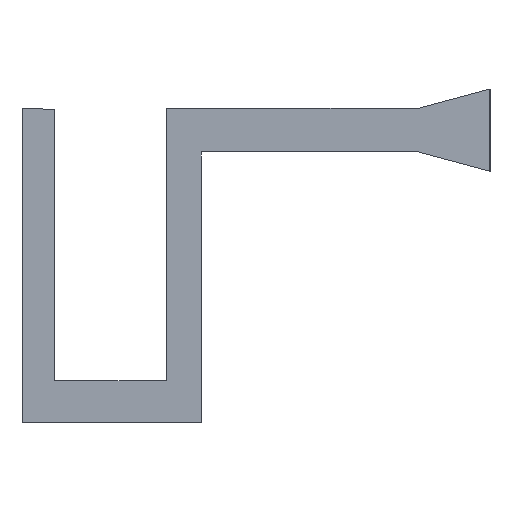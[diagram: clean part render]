
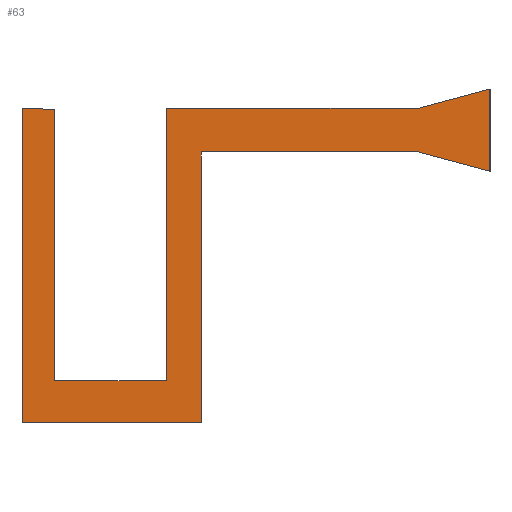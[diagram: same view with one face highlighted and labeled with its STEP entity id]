
A CAD part, left-side view. The second image highlights one B-rep face of the part: STEP entity #63.
In plain terms, the highlighted planar face has unit normal (-1, 0, 0).
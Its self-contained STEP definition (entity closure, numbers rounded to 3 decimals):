
#63=ADVANCED_FACE('',(#121),#122,.T.);
#121=FACE_OUTER_BOUND('',#171,.T.);
#122=PLANE('',#172);
#171=EDGE_LOOP('',(#275,#276,#277,#278,#279,#280,#281,#282,#283,#284,#285,#286));
#172=AXIS2_PLACEMENT_3D('',#287,#288,#289);
#275=ORIENTED_EDGE('',*,*,#354,.F.);
#276=ORIENTED_EDGE('',*,*,#310,.F.);
#277=ORIENTED_EDGE('',*,*,#315,.F.);
#278=ORIENTED_EDGE('',*,*,#319,.F.);
#279=ORIENTED_EDGE('',*,*,#323,.F.);
#280=ORIENTED_EDGE('',*,*,#327,.F.);
#281=ORIENTED_EDGE('',*,*,#331,.F.);
#282=ORIENTED_EDGE('',*,*,#335,.F.);
#283=ORIENTED_EDGE('',*,*,#339,.F.);
#284=ORIENTED_EDGE('',*,*,#343,.F.);
#285=ORIENTED_EDGE('',*,*,#347,.F.);
#286=ORIENTED_EDGE('',*,*,#351,.F.);
#287=CARTESIAN_POINT('',(0.0,-4.402,8.323));
#288=DIRECTION('',(-1.0,0.0,0.0));
#289=DIRECTION('',(0.0,-1.0,0.0));
#310=EDGE_CURVE('',#362,#364,#365,.T.);
#315=EDGE_CURVE('',#370,#362,#372,.T.);
#319=EDGE_CURVE('',#376,#370,#378,.T.);
#323=EDGE_CURVE('',#382,#376,#384,.T.);
#327=EDGE_CURVE('',#388,#382,#390,.T.);
#331=EDGE_CURVE('',#394,#388,#396,.T.);
#335=EDGE_CURVE('',#400,#394,#402,.T.);
#339=EDGE_CURVE('',#406,#400,#408,.T.);
#343=EDGE_CURVE('',#412,#406,#414,.T.);
#347=EDGE_CURVE('',#418,#412,#420,.T.);
#351=EDGE_CURVE('',#424,#418,#426,.T.);
#354=EDGE_CURVE('',#364,#424,#429,.T.);
#362=VERTEX_POINT('',#438);
#364=VERTEX_POINT('',#441);
#365=LINE('',#442,#443);
#370=VERTEX_POINT('',#450);
#372=LINE('',#453,#454);
#376=VERTEX_POINT('',#459);
#378=LINE('',#462,#463);
#382=VERTEX_POINT('',#468);
#384=LINE('',#471,#472);
#388=VERTEX_POINT('',#477);
#390=LINE('',#480,#481);
#394=VERTEX_POINT('',#486);
#396=LINE('',#489,#490);
#400=VERTEX_POINT('',#495);
#402=LINE('',#498,#499);
#406=VERTEX_POINT('',#504);
#408=LINE('',#507,#508);
#412=VERTEX_POINT('',#513);
#414=LINE('',#516,#517);
#418=VERTEX_POINT('',#522);
#420=LINE('',#525,#526);
#424=VERTEX_POINT('',#531);
#426=LINE('',#534,#535);
#429=LINE('',#539,#540);
#438=CARTESIAN_POINT('',(0.0,3.209,0.0));
#441=CARTESIAN_POINT('',(0.0,-3.191,0.0));
#442=CARTESIAN_POINT('',(0.0,3.209,0.0));
#443=VECTOR('',#546,1.0);
#450=CARTESIAN_POINT('',(0.0,3.209,15.536));
#453=CARTESIAN_POINT('',(0.0,3.209,15.536));
#454=VECTOR('',#550,1.0);
#459=CARTESIAN_POINT('',(0.0,5.068,15.601));
#462=CARTESIAN_POINT('',(0.0,5.068,15.601));
#463=VECTOR('',#553,1.0);
#468=CARTESIAN_POINT('',(0.0,5.068,-2.4));
#471=CARTESIAN_POINT('',(0.0,5.068,-2.4));
#472=VECTOR('',#556,1.0);
#477=CARTESIAN_POINT('',(0.0,-5.191,-2.4));
#480=CARTESIAN_POINT('',(0.0,-5.191,-2.4));
#481=VECTOR('',#559,1.0);
#486=CARTESIAN_POINT('',(0.0,-5.191,13.1));
#489=CARTESIAN_POINT('',(0.0,-5.191,13.1));
#490=VECTOR('',#562,1.0);
#495=CARTESIAN_POINT('',(0.0,-17.606,13.1));
#498=CARTESIAN_POINT('',(0.0,-17.606,13.1));
#499=VECTOR('',#565,1.0);
#504=CARTESIAN_POINT('',(0.0,-21.706,12.001));
#507=CARTESIAN_POINT('',(0.0,-21.706,12.001));
#508=VECTOR('',#568,1.0);
#513=CARTESIAN_POINT('',(0.0,-21.706,16.699));
#516=CARTESIAN_POINT('',(0.0,-21.706,16.699));
#517=VECTOR('',#571,1.0);
#522=CARTESIAN_POINT('',(0.0,-17.606,15.6));
#525=CARTESIAN_POINT('',(0.0,-17.606,15.6));
#526=VECTOR('',#574,1.0);
#531=CARTESIAN_POINT('',(0.0,-3.191,15.6));
#534=CARTESIAN_POINT('',(0.0,-3.191,15.6));
#535=VECTOR('',#577,1.0);
#539=CARTESIAN_POINT('',(0.0,-3.191,0.0));
#540=VECTOR('',#579,1.0);
#546=DIRECTION('',(0.0,-1.0,0.0));
#550=DIRECTION('',(0.0,0.0,-1.0));
#553=DIRECTION('',(0.0,-0.999,-0.035));
#556=DIRECTION('',(0.0,0.0,1.0));
#559=DIRECTION('',(0.0,1.0,0.0));
#562=DIRECTION('',(0.0,0.0,-1.0));
#565=DIRECTION('',(0.0,1.0,0.0));
#568=DIRECTION('',(0.0,0.966,0.259));
#571=DIRECTION('',(0.0,0.0,-1.0));
#574=DIRECTION('',(0.0,-0.966,0.259));
#577=DIRECTION('',(0.0,-1.0,0.0));
#579=DIRECTION('',(0.0,0.0,1.0));
